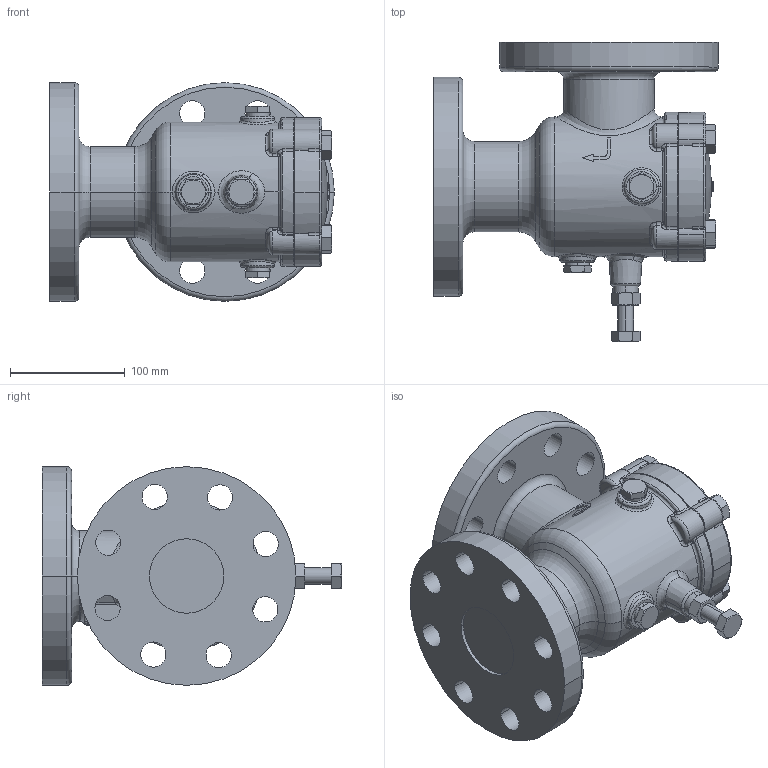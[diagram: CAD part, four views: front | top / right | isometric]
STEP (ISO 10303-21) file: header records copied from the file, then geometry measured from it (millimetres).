
FILE_DESCRIPTION (( 'STEP AP214' ), '1' );
FILE_NAME ('SD-2.5in_2.5in-250Lb.STEP', '2017-09-18T16:43:23', ( '' ), ( '' ), 'SwSTEP 2.0', 'SolidWorks 2013', '' );
FILE_SCHEMA (( 'AUTOMOTIVE_DESIGN' ));
Length unit declared in the file: inch
Products named in the file (4): SD-2.5in_2.5in-250Lb; X2SD-2.5in_2.5in-250Lb; X1SD-2.5in_2.5in-250Lb
Assembly tree (3 placements, depth 2):
  SD-2.5in_2.5in-250Lb
    SD-2.5in_2.5in-250Lb
    X1SD-2.5in_2.5in-250Lb
    X2SD-2.5in_2.5in-250Lb
Bounding box: 248.5 x 261.34 x 191 mm (x, y, z)
Volume: 3718919.2 mm3; surface area: 292687.4 mm2
Topology: 3 solids, 9 shells, 726 faces, 1839 edges, 1133 vertices
Faces by surface type: plane 276, cylinder 184, cone 112, bspline 89, torus 56, sphere 9
Entity records: 49562 total; most frequent: CARTESIAN_POINT 23564, ORIENTED_EDGE 3634, DIRECTION 3330, EDGE_CURVE 1817, AXIS2_PLACEMENT_3D 1404, VERTEX_POINT 1133, EDGE_LOOP 782, CIRCLE 761
